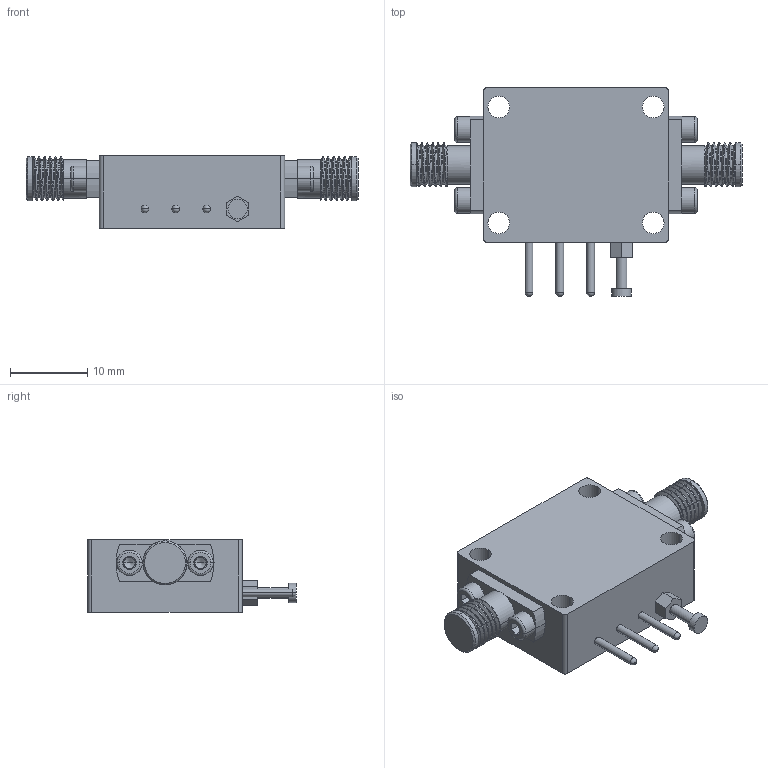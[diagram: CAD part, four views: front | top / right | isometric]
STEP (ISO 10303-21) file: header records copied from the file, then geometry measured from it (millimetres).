
FILE_DESCRIPTION (( 'STEP AP214' ), '1' );
FILE_NAME ('SKS-0525035050-2F2F-AA.STEP', '2024-07-12T19:54:36', ( '' ), ( '' ), 'SwSTEP 2.0', 'SolidWorks 2021', '' );
FILE_SCHEMA (( 'AUTOMOTIVE_DESIGN' ));
Length unit declared in the file: millimetre
Products named in the file (1): SKS-0525035050-2F2F-AA
Bounding box: 43 x 27 x 9.4 mm (x, y, z)
Volume: 4907.5 mm3; surface area: 3145 mm2
Topology: 7 solids, 7 shells, 469 faces, 1048 edges, 593 vertices
Faces by surface type: bspline 220, plane 97, cylinder 82, cone 48, torus 16, sphere 6
Entity records: 13136 total; most frequent: CARTESIAN_POINT 4907, ORIENTED_EDGE 2056, DIRECTION 1200, EDGE_CURVE 1028, VERTEX_POINT 587, EDGE_LOOP 499, AXIS2_PLACEMENT_3D 492, FACE_OUTER_BOUND 469
